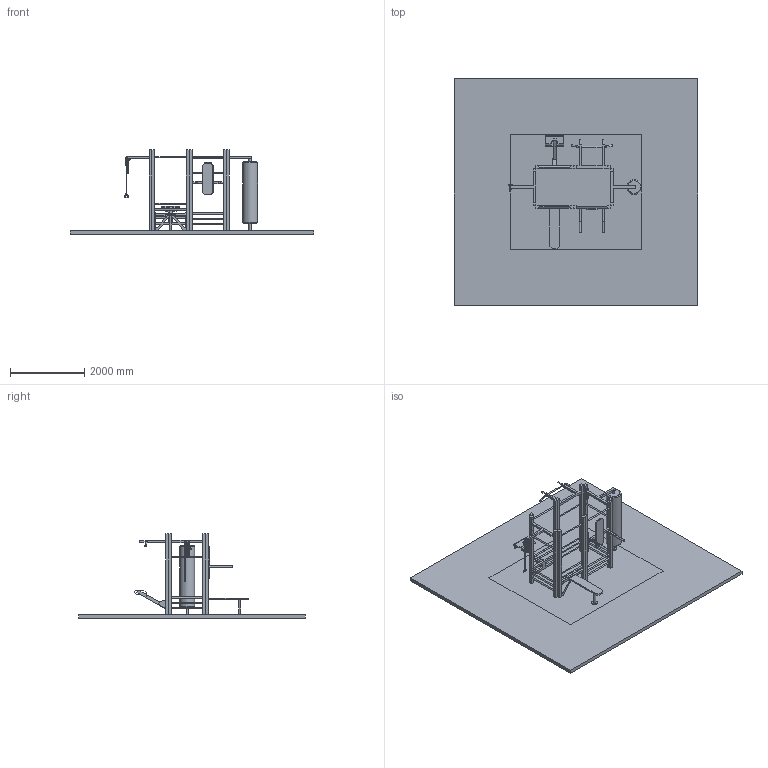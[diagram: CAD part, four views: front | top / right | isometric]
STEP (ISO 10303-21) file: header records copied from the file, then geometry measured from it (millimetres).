
FILE_DESCRIPTION(/* description */ (''),/* implementation_level */ '2;1');
FILE_NAME(/* name */ 'FA-V2-S6-010204050608 v6.step',/* time_stamp */ '2021-09-10T11:52:11+02:00',/* author */ (''),/* organization */ (''),/* preprocessor_version */ 'ST-DEVELOPER v18.1',/* originating_system */ 'Autodesk Translation Framework v10.10.0.1391',/* authorisation */ '');
FILE_SCHEMA (('AUTOMOTIVE_DESIGN { 1 0 10303 214 3 1 1 }'));
Products named in the file (10): FA-V2-S6-010204050608; V2-S-02-BL; V2-S-06-CR; V2-S-04-BDTS; V2-S-01-BA; V2-S-05-CDS; Chain; V2-S-08-SDF; Composant1; Composant2
Assembly tree (9 placements, depth 3):
  FA-V2-S6-010204050608
    V2-S-02-BL
    V2-S-06-CR
    V2-S-04-BDTS
    V2-S-01-BA
    V2-S-05-CDS
      Chain
    V2-S-08-SDF
    Composant1
    Composant2
Bounding box: 6530 x 6082 x 2270 mm (x, y, z)
Volume: 5511978280.3 mm3; surface area: 124296510.8 mm2
Topology: 140 solids, 143 shells, 2053 faces, 4901 edges, 2916 vertices
Faces by surface type: bspline 990, cylinder 663, plane 377, sphere 14, torus 9
Full cylindrical faces by diameter (mm): 5 x492, 17.605 x2, 28.7 x2, 29.7 x5, 33.7 x29, 48.3 x2, 60 x1, 60.3 x2, 160 x2, 400 x1
Entity records: 149505 total; most frequent: CARTESIAN_POINT 102476, DIRECTION 10470, ORIENTED_EDGE 9802, EDGE_CURVE 4901, AXIS2_PLACEMENT_3D 4494, CIRCLE 3407, VERTEX_POINT 2916, EDGE_LOOP 2129
